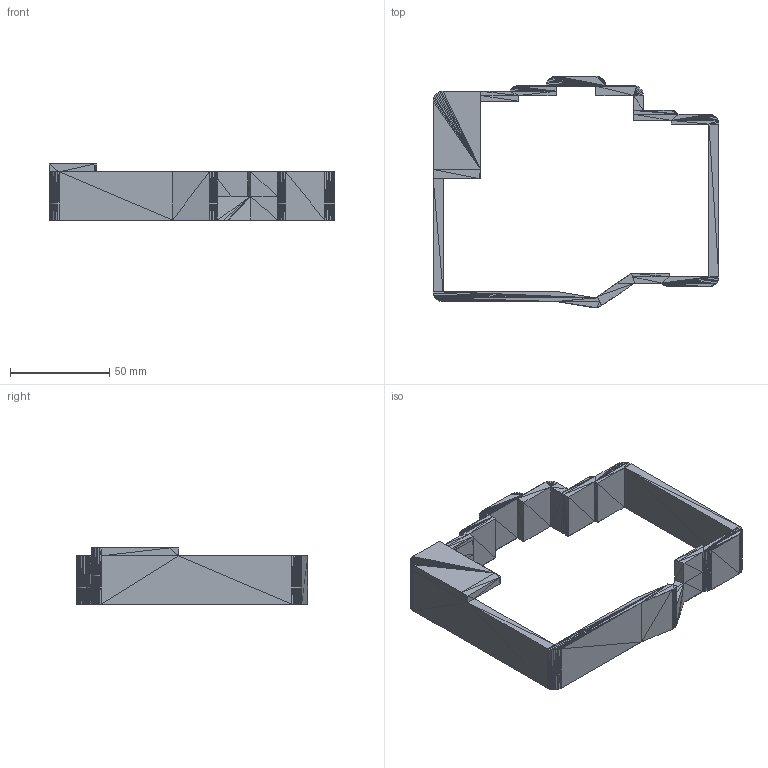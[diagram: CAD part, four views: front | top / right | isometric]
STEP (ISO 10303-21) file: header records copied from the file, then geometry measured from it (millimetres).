
FILE_DESCRIPTION(('FreeCAD Model'),'2;1');
FILE_NAME('Open CASCADE Shape Model','2025-12-28T15:54:41',(''),(''), 'Open CASCADE STEP processor 7.8','FreeCAD','Unknown');
FILE_SCHEMA(('AUTOMOTIVE_DESIGN { 1 0 10303 214 1 1 1 1 }'));
Length unit declared in the file: millimetre
Products named in the file (1): wall_cover_case_R001
Bounding box: 144 x 116.73 x 28.3 mm (x, y, z)
Surface area: 30058.9 mm2 (no closed solid volume)
Topology: 0 solids, 1448 shells, 1448 faces, 4317 edges, 4317 vertices
Faces by surface type: plane 1448
Entity records: 62283 total; most frequent: CARTESIAN_POINT 10137, DIRECTION 7242, ORIENTED_EDGE 4344, EDGE_CURVE 4344, VERTEX_POINT 4344, LINE 4344, VECTOR 4344, AXIS2_PLACEMENT_3D 1449
